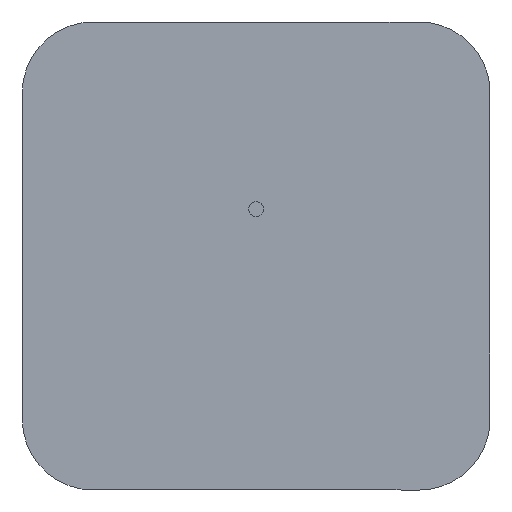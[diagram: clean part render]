
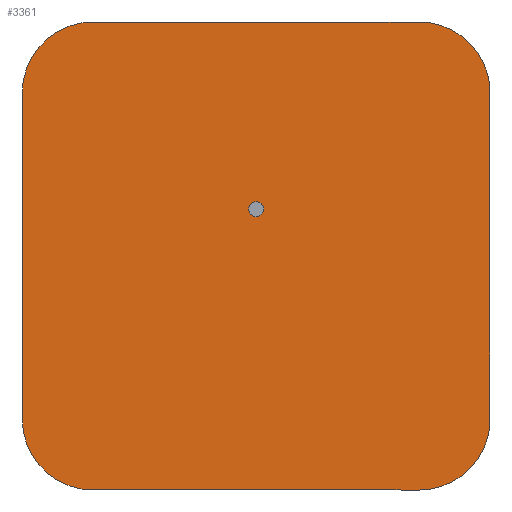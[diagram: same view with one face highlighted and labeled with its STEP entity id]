
A CAD part, front view. The second image highlights one B-rep face of the part: STEP entity #3361.
In plain terms, the highlighted planar face has unit normal (0, -1, 0).
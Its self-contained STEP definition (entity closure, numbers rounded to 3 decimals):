
#56 = DIRECTION ( 'NONE',  ( 0., 0., 1. ) ) ;
#160 = DIRECTION ( 'NONE',  ( 0., 0., -1. ) ) ;
#255 = CARTESIAN_POINT ( 'NONE',  ( 20.461, 50.16, -14.123 ) ) ;
#259 = LINE ( 'NONE', #5782, #2176 ) ;
#266 = VERTEX_POINT ( 'NONE', #1854 ) ;
#305 = CARTESIAN_POINT ( 'NONE',  ( 29.161, 50.16, -25.323 ) ) ;
#415 = CARTESIAN_POINT ( 'NONE',  ( 7.96, 50.16, -7.923 ) ) ;
#457 = EDGE_CURVE ( 'NONE', #8530, #4721, #4437, .T. ) ;
#585 = ORIENTED_EDGE ( 'NONE', *, *, #8254, .T. ) ;
#637 = LINE ( 'NONE', #3448, #658 ) ;
#658 = VECTOR ( 'NONE', #56, 1000. ) ;
#753 = AXIS2_PLACEMENT_3D ( 'NONE', #6778, #3482, #8153 ) ;
#812 = DIRECTION ( 'NONE',  ( 0., -1., 0. ) ) ;
#866 = ORIENTED_EDGE ( 'NONE', *, *, #916, .T. ) ;
#916 = EDGE_CURVE ( 'NONE', #4065, #266, #1872, .T. ) ;
#1176 = AXIS2_PLACEMENT_3D ( 'NONE', #6800, #812, #4723 ) ;
#1219 = ORIENTED_EDGE ( 'NONE', *, *, #6424, .T. ) ;
#1728 = ORIENTED_EDGE ( 'NONE', *, *, #3665, .F. ) ;
#1854 = CARTESIAN_POINT ( 'NONE',  ( 11.761, 50.16, -29.123 ) ) ;
#1872 = CIRCLE ( 'NONE', #4107, 3.8 ) ;
#1892 = CIRCLE ( 'NONE', #6796, 3.8 ) ;
#2066 = CARTESIAN_POINT ( 'NONE',  ( 11.76, 50.16, -4.123 ) ) ;
#2127 = DIRECTION ( 'NONE',  ( 0., 0., 1. ) ) ;
#2128 = VERTEX_POINT ( 'NONE', #8354 ) ;
#2176 = VECTOR ( 'NONE', #160, 1000. ) ;
#2306 = DIRECTION ( 'NONE',  ( 0., -1., 0. ) ) ;
#2353 = CARTESIAN_POINT ( 'NONE',  ( 20.461, 50.16, -13.723 ) ) ;
#2368 = EDGE_CURVE ( 'NONE', #3158, #6695, #637, .T. ) ;
#2372 = DIRECTION ( 'NONE',  ( 0., -1., 0. ) ) ;
#2614 = PLANE ( 'NONE',  #753 ) ;
#2648 = ORIENTED_EDGE ( 'NONE', *, *, #2368, .T. ) ;
#2707 = DIRECTION ( 'NONE',  ( 0., -1., 0. ) ) ;
#2774 = AXIS2_PLACEMENT_3D ( 'NONE', #305, #2372, #4950 ) ;
#3050 = CARTESIAN_POINT ( 'NONE',  ( 29.161, 50.16, -4.123 ) ) ;
#3158 = VERTEX_POINT ( 'NONE', #4156 ) ;
#3319 = FACE_BOUND ( 'NONE', #8593, .T. ) ;
#3361 = ADVANCED_FACE ( 'NONE', ( #3319, #3437 ), #2614, .F. ) ;
#3435 = VECTOR ( 'NONE', #6989, 1000. ) ;
#3437 = FACE_OUTER_BOUND ( 'NONE', #5557, .T. ) ;
#3448 = CARTESIAN_POINT ( 'NONE',  ( 32.941, 50.16, -36. ) ) ;
#3482 = DIRECTION ( 'NONE',  ( 0., 1., 0. ) ) ;
#3647 = DIRECTION ( 'NONE',  ( 0., -1., 0. ) ) ;
#3665 = EDGE_CURVE ( 'NONE', #4721, #8530, #4283, .T. ) ;
#3837 = CARTESIAN_POINT ( 'NONE',  ( 7.961, 50.16, -25.323 ) ) ;
#4065 = VERTEX_POINT ( 'NONE', #3837 ) ;
#4107 = AXIS2_PLACEMENT_3D ( 'NONE', #4986, #2306, #2127 ) ;
#4156 = CARTESIAN_POINT ( 'NONE',  ( 32.941, 50.16, -25.707 ) ) ;
#4162 = CARTESIAN_POINT ( 'NONE',  ( 29.161, 50.16, -7.923 ) ) ;
#4246 = CARTESIAN_POINT ( 'NONE',  ( 20.461, 50.16, -14.523 ) ) ;
#4283 = CIRCLE ( 'NONE', #5960, 0.4 ) ;
#4307 = CARTESIAN_POINT ( 'NONE',  ( 0., 50.16, -29.123 ) ) ;
#4437 = CIRCLE ( 'NONE', #8240, 0.4 ) ;
#4469 = EDGE_CURVE ( 'NONE', #2128, #3158, #8269, .T. ) ;
#4500 = CARTESIAN_POINT ( 'NONE',  ( 0., 50.16, -4.123 ) ) ;
#4721 = VERTEX_POINT ( 'NONE', #2353 ) ;
#4723 = DIRECTION ( 'NONE',  ( 0., 0., 1. ) ) ;
#4769 = ORIENTED_EDGE ( 'NONE', *, *, #457, .F. ) ;
#4950 = DIRECTION ( 'NONE',  ( 0., 0., 1. ) ) ;
#4957 = CIRCLE ( 'NONE', #1176, 3.8 ) ;
#4986 = CARTESIAN_POINT ( 'NONE',  ( 11.761, 50.16, -25.323 ) ) ;
#5190 = VERTEX_POINT ( 'NONE', #415 ) ;
#5220 = VECTOR ( 'NONE', #5251, 1000. ) ;
#5251 = DIRECTION ( 'NONE',  ( -1., 0., 0. ) ) ;
#5459 = ORIENTED_EDGE ( 'NONE', *, *, #4469, .T. ) ;
#5557 = EDGE_LOOP ( 'NONE', ( #585, #5459, #2648, #7469, #8273, #6966, #1219, #866 ) ) ;
#5624 = CARTESIAN_POINT ( 'NONE',  ( 20.461, 50.16, -14.123 ) ) ;
#5639 = CARTESIAN_POINT ( 'NONE',  ( 32.941, 50.16, -7.53 ) ) ;
#5782 = CARTESIAN_POINT ( 'NONE',  ( 7.96, 50.16, 0. ) ) ;
#5960 = AXIS2_PLACEMENT_3D ( 'NONE', #5624, #3647, #6316 ) ;
#6316 = DIRECTION ( 'NONE',  ( 0., 0., 1. ) ) ;
#6424 = EDGE_CURVE ( 'NONE', #5190, #4065, #259, .T. ) ;
#6695 = VERTEX_POINT ( 'NONE', #5639 ) ;
#6778 = CARTESIAN_POINT ( 'NONE',  ( 0., 50.16, -36. ) ) ;
#6796 = AXIS2_PLACEMENT_3D ( 'NONE', #4162, #2707, #7424 ) ;
#6800 = CARTESIAN_POINT ( 'NONE',  ( 11.76, 50.16, -7.923 ) ) ;
#6920 = VERTEX_POINT ( 'NONE', #3050 ) ;
#6966 = ORIENTED_EDGE ( 'NONE', *, *, #7599, .T. ) ;
#6989 = DIRECTION ( 'NONE',  ( 1., 0., 0. ) ) ;
#7075 = DIRECTION ( 'NONE',  ( 0., -1., 0. ) ) ;
#7243 = LINE ( 'NONE', #4500, #5220 ) ;
#7424 = DIRECTION ( 'NONE',  ( 0., 0., 1. ) ) ;
#7469 = ORIENTED_EDGE ( 'NONE', *, *, #7637, .T. ) ;
#7559 = DIRECTION ( 'NONE',  ( 0., 0., 1. ) ) ;
#7599 = EDGE_CURVE ( 'NONE', #8099, #5190, #4957, .T. ) ;
#7637 = EDGE_CURVE ( 'NONE', #6695, #6920, #1892, .T. ) ;
#7836 = LINE ( 'NONE', #4307, #3435 ) ;
#8099 = VERTEX_POINT ( 'NONE', #2066 ) ;
#8153 = DIRECTION ( 'NONE',  ( 0., 0., 1. ) ) ;
#8240 = AXIS2_PLACEMENT_3D ( 'NONE', #255, #7075, #7559 ) ;
#8254 = EDGE_CURVE ( 'NONE', #266, #2128, #7836, .T. ) ;
#8269 = CIRCLE ( 'NONE', #2774, 3.8 ) ;
#8273 = ORIENTED_EDGE ( 'NONE', *, *, #8581, .T. ) ;
#8354 = CARTESIAN_POINT ( 'NONE',  ( 29.161, 50.16, -29.123 ) ) ;
#8530 = VERTEX_POINT ( 'NONE', #4246 ) ;
#8581 = EDGE_CURVE ( 'NONE', #6920, #8099, #7243, .T. ) ;
#8593 = EDGE_LOOP ( 'NONE', ( #1728, #4769 ) ) ;
